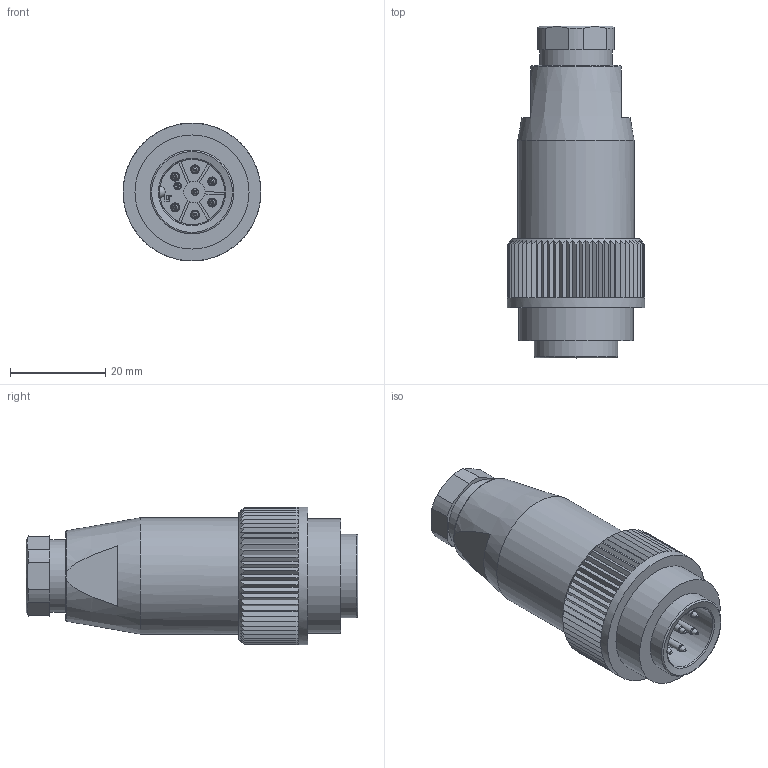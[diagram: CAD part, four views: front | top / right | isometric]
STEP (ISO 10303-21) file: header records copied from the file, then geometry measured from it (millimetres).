
FILE_DESCRIPTION(/* description */ (''),/* implementation_level */ '2;1');
FILE_NAME(/* name */ '99-0213-00-07_bg.stp',/* time_stamp */ '2010-04-15T11:19:58+02:00',/* author */ (''),/* organization */ (''),/* preprocessor_version */ 'ST-DEVELOPER v11',/* originating_system */ 'UGS - NX 5.0',/* authorisation */ '');
FILE_SCHEMA (('CONFIG_CONTROL_DESIGN'));
Length unit declared in the file: millimetre
Products named in the file (1): kborF808wt3s
Bounding box: 29 x 69.8 x 29 mm (x, y, z)
Volume: 28262.2 mm3; surface area: 7805.2 mm2
Topology: 1 solids, 1 shells, 272 faces, 716 edges, 471 vertices
Faces by surface type: plane 209, cylinder 27, cone 18, bspline 14, torus 3, sphere 1
Full cylindrical faces by diameter (mm): 1.46 x1, 1.49 x7, 1.6 x1, 13.7 x1, 15.2 x1, 17.6 x1, 24 x1, 24.5 x1, 29 x1
Entity records: 8513 total; most frequent: CARTESIAN_POINT 2252, ORIENTED_EDGE 1298, DIRECTION 1132, EDGE_CURVE 649, VERTEX_POINT 455, LINE 404, VECTOR 404, AXIS2_PLACEMENT_3D 364
